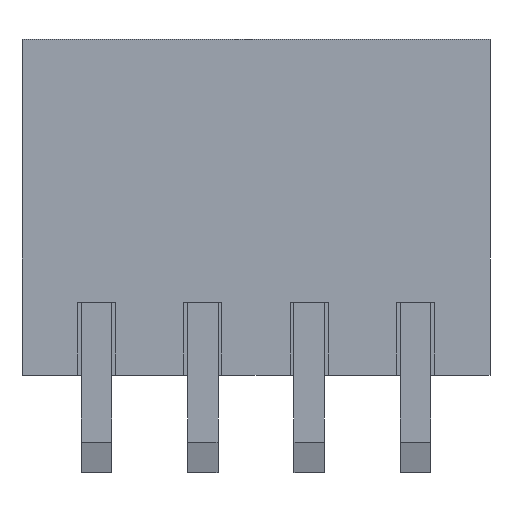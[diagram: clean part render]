
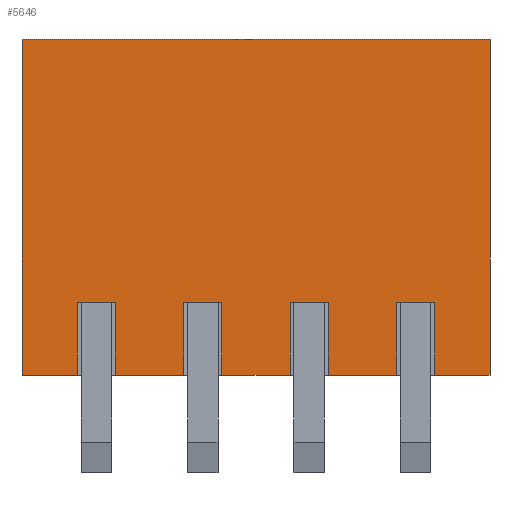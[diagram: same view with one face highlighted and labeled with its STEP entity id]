
A CAD part, front view. The second image highlights one B-rep face of the part: STEP entity #5646.
In plain terms, the highlighted planar face has unit normal (0, -1, 0).
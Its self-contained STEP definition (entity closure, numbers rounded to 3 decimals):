
#1822=CARTESIAN_POINT('',(7.7,-3.5,11.05));
#1823=VERTEX_POINT('',#1822);
#1832=CARTESIAN_POINT('',(7.7,-3.5,0.0));
#1833=VERTEX_POINT('',#1832);
#1834=CARTESIAN_POINT('',(7.7,-3.5,0.0));
#1835=DIRECTION('',(0.0,0.0,1.0));
#1836=VECTOR('',#1835,11.05);
#1837=LINE('',#1834,#1836);
#1838=EDGE_CURVE('',#1833,#1823,#1837,.T.);
#1942=CARTESIAN_POINT('',(-7.7,-3.5,0.0));
#1943=VERTEX_POINT('',#1942);
#1952=CARTESIAN_POINT('',(-7.7,-3.5,11.05));
#1953=VERTEX_POINT('',#1952);
#1954=CARTESIAN_POINT('',(-7.7,-3.5,11.05));
#1955=DIRECTION('',(0.0,0.0,-1.0));
#1956=VECTOR('',#1955,11.05);
#1957=LINE('',#1954,#1956);
#1958=EDGE_CURVE('',#1953,#1943,#1957,.T.);
#2256=CARTESIAN_POINT('',(-7.7,-3.5,11.05));
#2257=DIRECTION('',(1.0,0.0,0.0));
#2258=VECTOR('',#2257,15.4);
#2259=LINE('',#2256,#2258);
#2260=EDGE_CURVE('',#1953,#1823,#2259,.T.);
#5116=CARTESIAN_POINT('',(-1.125,-3.5,2.4));
#5117=VERTEX_POINT('',#5116);
#5124=CARTESIAN_POINT('',(-2.375,-3.5,2.4));
#5125=VERTEX_POINT('',#5124);
#5126=CARTESIAN_POINT('',(-2.375,-3.5,2.4));
#5127=DIRECTION('',(1.0,0.0,0.0));
#5128=VECTOR('',#5127,1.25);
#5129=LINE('',#5126,#5128);
#5130=EDGE_CURVE('',#5125,#5117,#5129,.T.);
#5187=CARTESIAN_POINT('',(2.375,-3.5,2.4));
#5188=VERTEX_POINT('',#5187);
#5195=CARTESIAN_POINT('',(1.125,-3.5,2.4));
#5196=VERTEX_POINT('',#5195);
#5197=CARTESIAN_POINT('',(1.125,-3.5,2.4));
#5198=DIRECTION('',(1.0,0.0,0.0));
#5199=VECTOR('',#5198,1.25);
#5200=LINE('',#5197,#5199);
#5201=EDGE_CURVE('',#5196,#5188,#5200,.T.);
#5258=CARTESIAN_POINT('',(5.875,-3.5,2.4));
#5259=VERTEX_POINT('',#5258);
#5266=CARTESIAN_POINT('',(4.625,-3.5,2.4));
#5267=VERTEX_POINT('',#5266);
#5268=CARTESIAN_POINT('',(4.625,-3.5,2.4));
#5269=DIRECTION('',(1.0,0.0,0.0));
#5270=VECTOR('',#5269,1.25);
#5271=LINE('',#5268,#5270);
#5272=EDGE_CURVE('',#5267,#5259,#5271,.T.);
#5329=CARTESIAN_POINT('',(-4.625,-3.5,2.4));
#5330=VERTEX_POINT('',#5329);
#5337=CARTESIAN_POINT('',(-5.875,-3.5,2.4));
#5338=VERTEX_POINT('',#5337);
#5339=CARTESIAN_POINT('',(-5.875,-3.5,2.4));
#5340=DIRECTION('',(1.0,0.0,0.0));
#5341=VECTOR('',#5340,1.25);
#5342=LINE('',#5339,#5341);
#5343=EDGE_CURVE('',#5338,#5330,#5342,.T.);
#5439=CARTESIAN_POINT('',(-1.125,-3.5,0.0));
#5440=VERTEX_POINT('',#5439);
#5449=CARTESIAN_POINT('',(-1.125,-3.5,2.4));
#5450=DIRECTION('',(0.0,0.0,-1.0));
#5451=VECTOR('',#5450,2.4);
#5452=LINE('',#5449,#5451);
#5453=EDGE_CURVE('',#5117,#5440,#5452,.T.);
#5533=CARTESIAN_POINT('',(-2.375,-3.5,0.0));
#5534=VERTEX_POINT('',#5533);
#5543=CARTESIAN_POINT('',(-2.375,-3.5,0.0));
#5544=DIRECTION('',(0.0,0.0,1.0));
#5545=VECTOR('',#5544,2.4);
#5546=LINE('',#5543,#5545);
#5547=EDGE_CURVE('',#5534,#5125,#5546,.T.);
#5552=CARTESIAN_POINT('',(-8.47,-3.5,11.603));
#5553=DIRECTION('',(0.0,-1.0,0.0));
#5554=DIRECTION('',(0.0,0.0,-1.0));
#5555=AXIS2_PLACEMENT_3D('',#5552,#5553,#5554);
#5556=PLANE('',#5555);
#5557=ORIENTED_EDGE('',*,*,#5547,.T.);
#5558=ORIENTED_EDGE('',*,*,#5130,.T.);
#5559=ORIENTED_EDGE('',*,*,#5453,.T.);
#5560=CARTESIAN_POINT('',(1.125,-3.5,0.0));
#5561=VERTEX_POINT('',#5560);
#5562=CARTESIAN_POINT('',(-1.125,-3.5,0.0));
#5563=DIRECTION('',(1.0,0.0,0.0));
#5564=VECTOR('',#5563,2.25);
#5565=LINE('',#5562,#5564);
#5566=EDGE_CURVE('',#5440,#5561,#5565,.T.);
#5567=ORIENTED_EDGE('',*,*,#5566,.T.);
#5568=CARTESIAN_POINT('',(1.125,-3.5,0.0));
#5569=DIRECTION('',(0.0,0.0,1.0));
#5570=VECTOR('',#5569,2.4);
#5571=LINE('',#5568,#5570);
#5572=EDGE_CURVE('',#5561,#5196,#5571,.T.);
#5573=ORIENTED_EDGE('',*,*,#5572,.T.);
#5574=ORIENTED_EDGE('',*,*,#5201,.T.);
#5575=CARTESIAN_POINT('',(2.375,-3.5,0.0));
#5576=VERTEX_POINT('',#5575);
#5577=CARTESIAN_POINT('',(2.375,-3.5,2.4));
#5578=DIRECTION('',(0.0,0.0,-1.0));
#5579=VECTOR('',#5578,2.4);
#5580=LINE('',#5577,#5579);
#5581=EDGE_CURVE('',#5188,#5576,#5580,.T.);
#5582=ORIENTED_EDGE('',*,*,#5581,.T.);
#5583=CARTESIAN_POINT('',(4.625,-3.5,0.0));
#5584=VERTEX_POINT('',#5583);
#5585=CARTESIAN_POINT('',(2.375,-3.5,0.0));
#5586=DIRECTION('',(1.0,0.0,0.0));
#5587=VECTOR('',#5586,2.25);
#5588=LINE('',#5585,#5587);
#5589=EDGE_CURVE('',#5576,#5584,#5588,.T.);
#5590=ORIENTED_EDGE('',*,*,#5589,.T.);
#5591=CARTESIAN_POINT('',(4.625,-3.5,0.0));
#5592=DIRECTION('',(0.0,0.0,1.0));
#5593=VECTOR('',#5592,2.4);
#5594=LINE('',#5591,#5593);
#5595=EDGE_CURVE('',#5584,#5267,#5594,.T.);
#5596=ORIENTED_EDGE('',*,*,#5595,.T.);
#5597=ORIENTED_EDGE('',*,*,#5272,.T.);
#5598=CARTESIAN_POINT('',(5.875,-3.5,0.0));
#5599=VERTEX_POINT('',#5598);
#5600=CARTESIAN_POINT('',(5.875,-3.5,2.4));
#5601=DIRECTION('',(0.0,0.0,-1.0));
#5602=VECTOR('',#5601,2.4);
#5603=LINE('',#5600,#5602);
#5604=EDGE_CURVE('',#5259,#5599,#5603,.T.);
#5605=ORIENTED_EDGE('',*,*,#5604,.T.);
#5606=CARTESIAN_POINT('',(5.875,-3.5,0.0));
#5607=DIRECTION('',(1.0,0.0,0.0));
#5608=VECTOR('',#5607,1.825);
#5609=LINE('',#5606,#5608);
#5610=EDGE_CURVE('',#5599,#1833,#5609,.T.);
#5611=ORIENTED_EDGE('',*,*,#5610,.T.);
#5612=ORIENTED_EDGE('',*,*,#1838,.T.);
#5613=ORIENTED_EDGE('',*,*,#2260,.F.);
#5614=ORIENTED_EDGE('',*,*,#1958,.T.);
#5615=CARTESIAN_POINT('',(-5.875,-3.5,0.0));
#5616=VERTEX_POINT('',#5615);
#5617=CARTESIAN_POINT('',(-7.7,-3.5,0.0));
#5618=DIRECTION('',(1.0,0.0,0.0));
#5619=VECTOR('',#5618,1.825);
#5620=LINE('',#5617,#5619);
#5621=EDGE_CURVE('',#1943,#5616,#5620,.T.);
#5622=ORIENTED_EDGE('',*,*,#5621,.T.);
#5623=CARTESIAN_POINT('',(-5.875,-3.5,0.0));
#5624=DIRECTION('',(0.0,0.0,1.0));
#5625=VECTOR('',#5624,2.4);
#5626=LINE('',#5623,#5625);
#5627=EDGE_CURVE('',#5616,#5338,#5626,.T.);
#5628=ORIENTED_EDGE('',*,*,#5627,.T.);
#5629=ORIENTED_EDGE('',*,*,#5343,.T.);
#5630=CARTESIAN_POINT('',(-4.625,-3.5,0.0));
#5631=VERTEX_POINT('',#5630);
#5632=CARTESIAN_POINT('',(-4.625,-3.5,2.4));
#5633=DIRECTION('',(0.0,0.0,-1.0));
#5634=VECTOR('',#5633,2.4);
#5635=LINE('',#5632,#5634);
#5636=EDGE_CURVE('',#5330,#5631,#5635,.T.);
#5637=ORIENTED_EDGE('',*,*,#5636,.T.);
#5638=CARTESIAN_POINT('',(-4.625,-3.5,0.0));
#5639=DIRECTION('',(1.0,0.0,0.0));
#5640=VECTOR('',#5639,2.25);
#5641=LINE('',#5638,#5640);
#5642=EDGE_CURVE('',#5631,#5534,#5641,.T.);
#5643=ORIENTED_EDGE('',*,*,#5642,.T.);
#5644=EDGE_LOOP('',(#5557,#5558,#5559,#5567,#5573,#5574,#5582,#5590,#5596,#5597,#5605,#5611,#5612,#5613,#5614,#5622,#5628,#5629,#5637,#5643));
#5645=FACE_OUTER_BOUND('',#5644,.T.);
#5646=ADVANCED_FACE('',(#5645),#5556,.T.);
